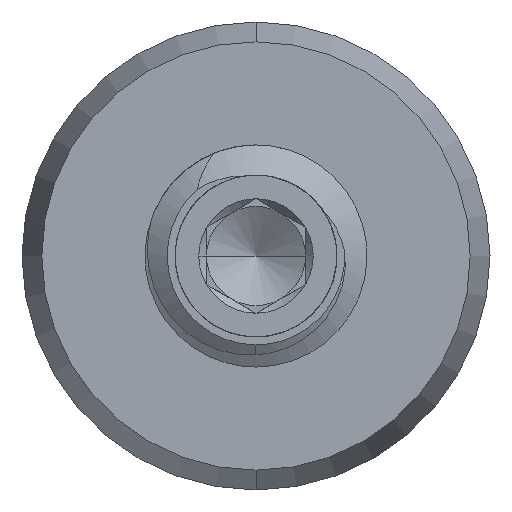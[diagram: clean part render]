
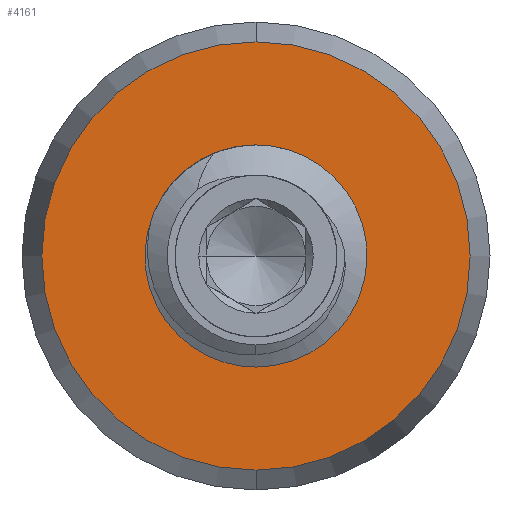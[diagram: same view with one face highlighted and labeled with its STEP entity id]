
A CAD part, front view. The second image highlights one B-rep face of the part: STEP entity #4161.
In plain terms, the highlighted planar face has unit normal (0, -1, 0).
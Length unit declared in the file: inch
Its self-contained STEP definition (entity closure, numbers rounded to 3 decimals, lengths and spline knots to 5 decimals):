
#163 = DIRECTION ( 'NONE',  ( 0., 1., 0. ) ) ;
#800 = AXIS2_PLACEMENT_3D ( 'NONE', #3583, #4727, #8061 ) ;
#1006 = ORIENTED_EDGE ( 'NONE', *, *, #3858, .F. ) ;
#1204 = AXIS2_PLACEMENT_3D ( 'NONE', #5278, #163, #2768 ) ;
#1504 = CIRCLE ( 'NONE', #1644, 0.0545 ) ;
#1644 = AXIS2_PLACEMENT_3D ( 'NONE', #7361, #1780, #1664 ) ;
#1664 = DIRECTION ( 'NONE',  ( 0., 0., 1. ) ) ;
#1678 = DIRECTION ( 'NONE',  ( 0., 0., 1. ) ) ;
#1780 = DIRECTION ( 'NONE',  ( 0., 1., 0. ) ) ;
#2019 = CIRCLE ( 'NONE', #3338, 0.108 ) ;
#2149 = PLANE ( 'NONE',  #1204 ) ;
#2394 = EDGE_CURVE ( 'NONE', #6785, #7352, #5849, .T. ) ;
#2768 = DIRECTION ( 'NONE',  ( 0., 0., 1. ) ) ;
#2789 = VERTEX_POINT ( 'NONE', #3608 ) ;
#3053 = FACE_BOUND ( 'NONE', #7011, .T. ) ;
#3263 = EDGE_CURVE ( 'NONE', #2789, #4661, #5044, .T. ) ;
#3338 = AXIS2_PLACEMENT_3D ( 'NONE', #5092, #4467, #6306 ) ;
#3583 = CARTESIAN_POINT ( 'NONE',  ( -0.04197, -5.90213, -0.04435 ) ) ;
#3608 = CARTESIAN_POINT ( 'NONE',  ( -0.04197, -5.90213, -0.09885 ) ) ;
#3858 = EDGE_CURVE ( 'NONE', #7352, #6785, #2019, .T. ) ;
#4161 = ADVANCED_FACE ( 'NONE', ( #3053, #7098 ), #2149, .F. ) ;
#4257 = AXIS2_PLACEMENT_3D ( 'NONE', #4812, #7372, #1678 ) ;
#4340 = ORIENTED_EDGE ( 'NONE', *, *, #2394, .F. ) ;
#4467 = DIRECTION ( 'NONE',  ( 0., 1., 0. ) ) ;
#4661 = VERTEX_POINT ( 'NONE', #6747 ) ;
#4727 = DIRECTION ( 'NONE',  ( 0., 1., 0. ) ) ;
#4812 = CARTESIAN_POINT ( 'NONE',  ( -0.04197, -5.90213, -0.04435 ) ) ;
#5044 = CIRCLE ( 'NONE', #4257, 0.0545 ) ;
#5092 = CARTESIAN_POINT ( 'NONE',  ( -0.04197, -5.90213, -0.04435 ) ) ;
#5207 = ORIENTED_EDGE ( 'NONE', *, *, #3263, .T. ) ;
#5278 = CARTESIAN_POINT ( 'NONE',  ( 0.06603, -5.90213, -0.04435 ) ) ;
#5627 = CARTESIAN_POINT ( 'NONE',  ( -0.04197, -5.90213, -0.15235 ) ) ;
#5690 = CARTESIAN_POINT ( 'NONE',  ( -0.04197, -5.90213, 0.06365 ) ) ;
#5849 = CIRCLE ( 'NONE', #800, 0.108 ) ;
#6295 = EDGE_CURVE ( 'NONE', #4661, #2789, #1504, .T. ) ;
#6306 = DIRECTION ( 'NONE',  ( 0., 0., 1. ) ) ;
#6747 = CARTESIAN_POINT ( 'NONE',  ( -0.04197, -5.90213, 0.01015 ) ) ;
#6785 = VERTEX_POINT ( 'NONE', #5690 ) ;
#7011 = EDGE_LOOP ( 'NONE', ( #5207, #7138 ) ) ;
#7098 = FACE_OUTER_BOUND ( 'NONE', #8148, .T. ) ;
#7138 = ORIENTED_EDGE ( 'NONE', *, *, #6295, .T. ) ;
#7352 = VERTEX_POINT ( 'NONE', #5627 ) ;
#7361 = CARTESIAN_POINT ( 'NONE',  ( -0.04197, -5.90213, -0.04435 ) ) ;
#7372 = DIRECTION ( 'NONE',  ( 0., 1., 0. ) ) ;
#8061 = DIRECTION ( 'NONE',  ( 0., 0., 1. ) ) ;
#8148 = EDGE_LOOP ( 'NONE', ( #4340, #1006 ) ) ;
